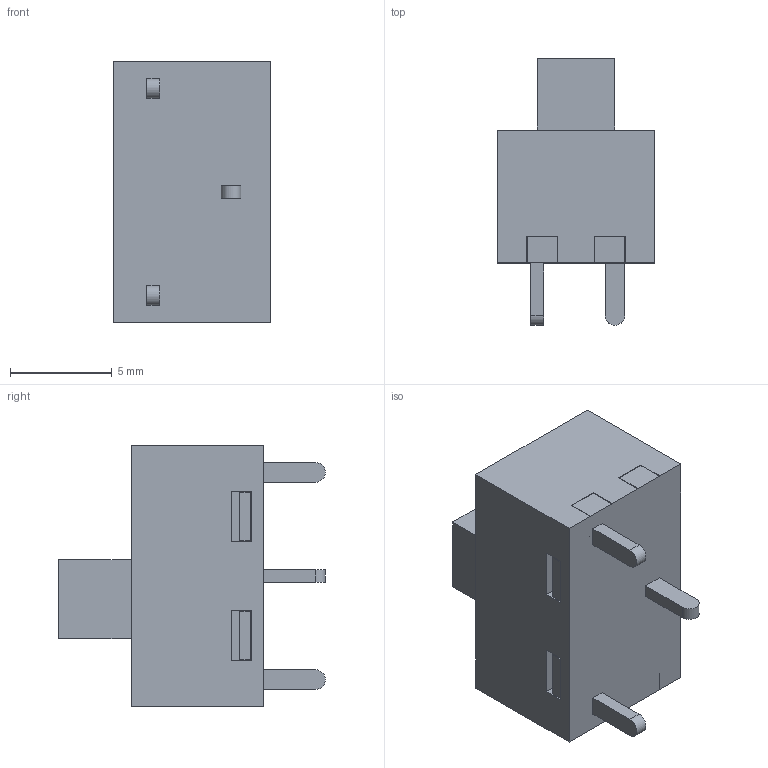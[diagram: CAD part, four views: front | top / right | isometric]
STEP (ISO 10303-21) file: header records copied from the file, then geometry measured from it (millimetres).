
FILE_DESCRIPTION (( 'STEP AP214' ), '1' );
FILE_NAME ('G-107-0513.STEP', '2021-06-18T13:34:12', ( '' ), ( '' ), 'SwSTEP 2.0', 'SolidWorks 2017', '' );
FILE_SCHEMA (( 'AUTOMOTIVE_DESIGN' ));
Length unit declared in the file: inch
Products named in the file (1): G-107-0513
Bounding box: 7.75 x 13.08 x 12.83 mm (x, y, z)
Volume: 684 mm3; surface area: 672.7 mm2
Topology: 4 solids, 4 shells, 109 faces, 262 edges, 174 vertices
Faces by surface type: plane 106, cylinder 3
Entity records: 3179 total; most frequent: CARTESIAN_POINT 546, ORIENTED_EDGE 524, DIRECTION 488, EDGE_CURVE 262, VECTOR 256, LINE 256, VERTEX_POINT 174, EDGE_LOOP 122
